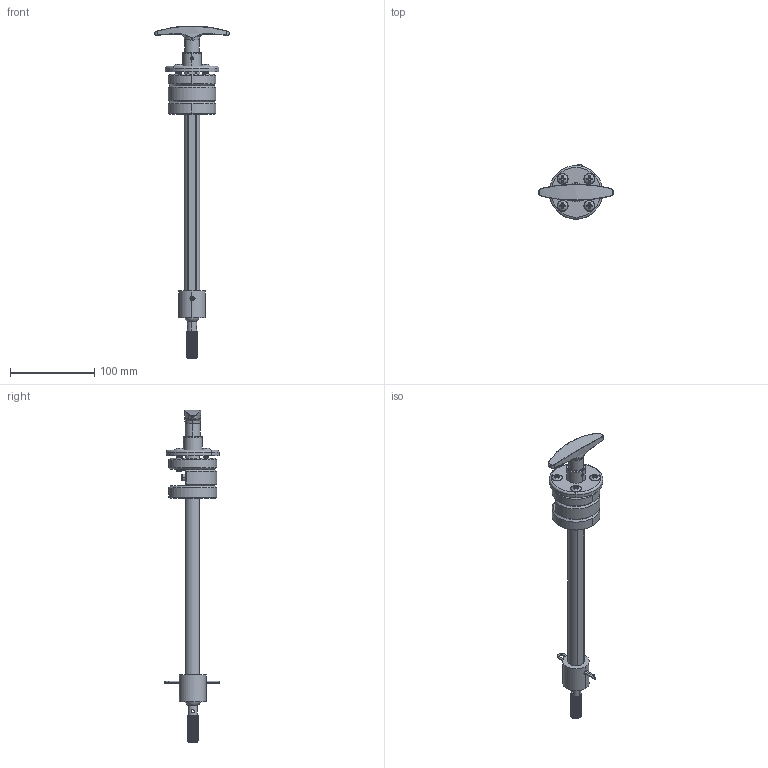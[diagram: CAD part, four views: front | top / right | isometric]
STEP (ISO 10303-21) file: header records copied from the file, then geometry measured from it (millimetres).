
FILE_DESCRIPTION((''),'2;1');
FILE_NAME('14780001','2011-12-21T',('sobri'),(''),'PRO/ENGINEER BY PARAMETRIC TECHNOLOGY CORPORATION, 2011180','PRO/ENGINEER BY PARAMETRIC TECHNOLOGY CORPORATION, 2011180','');
FILE_SCHEMA(('CONFIG_CONTROL_DESIGN'));
Length unit declared in the file: inch
Products named in the file (1): 14780001
Bounding box: 88.9 x 65.22 x 392.95 mm (x, y, z)
Volume: 224117.5 mm3; surface area: 64565.7 mm2
Topology: 3 solids, 4 shells, 637 faces, 1703 edges, 1071 vertices
Faces by surface type: cylinder 247, cone 193, plane 127, bspline 53, torus 10, sphere 7
Entity records: 40932 total; most frequent: CARTESIAN_POINT 26041, ORIENTED_EDGE 3382, DIRECTION 2750, EDGE_CURVE 1691, AXIS2_PLACEMENT_3D 1105, VERTEX_POINT 1071, EDGE_LOOP 682, FACE_OUTER_BOUND 637
